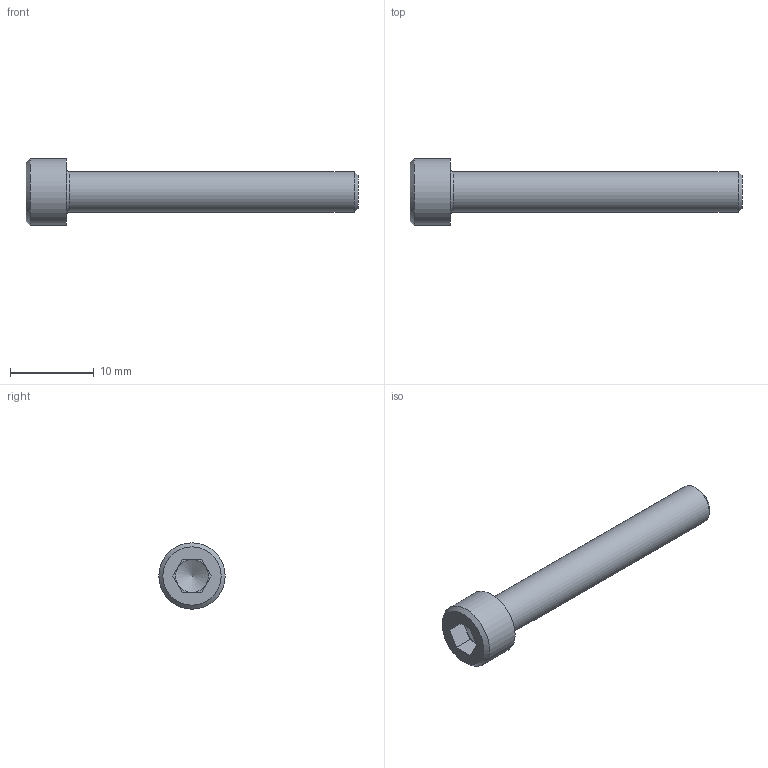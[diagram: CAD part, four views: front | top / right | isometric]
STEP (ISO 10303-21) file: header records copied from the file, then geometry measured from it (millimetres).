
FILE_DESCRIPTION(/* description */ (''),/* implementation_level */ '2;1');
FILE_NAME(/* name */ 'socket head cap screw_ai_HX-SHCS 0.19-32x1.375x1-C.ipt.stp',/* time_stamp */ '2014-12-18T16:49:32-08:00',/* author */ ('Autodesk Inc.'),/* organization */ ('Autodesk Inc.'),/* preprocessor_version */ 'ST-DEVELOPER v15.6',/* originating_system */ 'Autodesk Inventor 2015',/* authorisation */ '');
FILE_SCHEMA (('AUTOMOTIVE_DESIGN { 1 0 10303 214 3 1 1 }'));
Length unit declared in the file: inch
Products named in the file (1): socket head cap screw_ai_HX-SHCS 0.19-32x1.375x1-C
Bounding box: 39.75 x 7.94 x 7.94 mm (x, y, z)
Volume: 837.8 mm3; surface area: 768.1 mm2
Topology: 1 solids, 1 shells, 21 faces, 46 edges, 28 vertices
Faces by surface type: plane 15, cone 3, cylinder 2, torus 1
Full cylindrical faces by diameter (mm): 4.826 x1, 7.938 x1
Entity records: 545 total; most frequent: DIRECTION 94, CARTESIAN_POINT 84, ORIENTED_EDGE 74, EDGE_CURVE 37, AXIS2_PLACEMENT_3D 35, EDGE_LOOP 28, VERTEX_POINT 25, LINE 24
